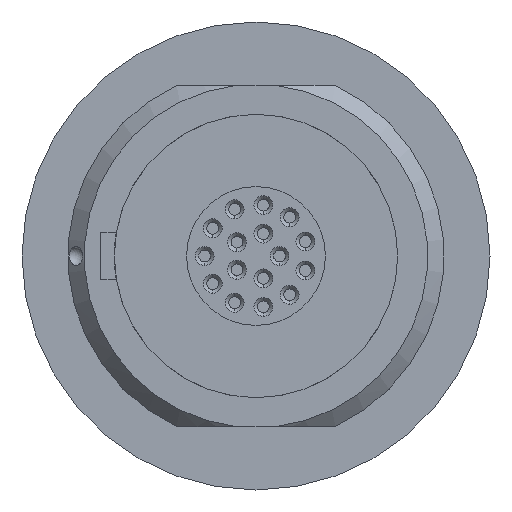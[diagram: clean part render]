
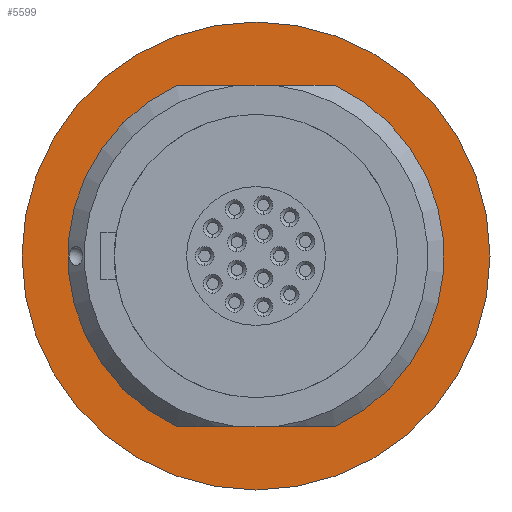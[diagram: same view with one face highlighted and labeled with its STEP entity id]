
A CAD part, left-side view. The second image highlights one B-rep face of the part: STEP entity #5599.
In plain terms, the highlighted planar face has unit normal (-1, 0, 0).
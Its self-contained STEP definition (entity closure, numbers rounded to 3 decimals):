
#532=CARTESIAN_POINT('',(-6.1,0.,0.));
#533=DIRECTION('',(-1.,0.,0.));
#534=DIRECTION('',(0.,1.,0.));
#535=AXIS2_PLACEMENT_3D('',#532,#533,#534);
#537=CARTESIAN_POINT('',(-6.1,0.,0.));
#538=DIRECTION('',(1.,0.,0.));
#539=DIRECTION('',(0.,1.,0.));
#540=AXIS2_PLACEMENT_3D('',#537,#538,#539);
#542=DIRECTION('',(0.,1.,0.));
#543=VECTOR('',#542,6.764);
#544=CARTESIAN_POINT('',(-6.1,-3.382,-7.25));
#545=LINE('',#544,#543);
#550=CARTESIAN_POINT('',(-6.1,0.,0.));
#551=DIRECTION('',(1.,0.,0.));
#552=DIRECTION('',(0.,0.423,-0.906));
#553=AXIS2_PLACEMENT_3D('',#550,#551,#552);
#559=CARTESIAN_POINT('',(-6.1,0.,0.));
#560=DIRECTION('',(1.,0.,0.));
#561=DIRECTION('',(0.,-0.423,0.906));
#562=AXIS2_PLACEMENT_3D('',#559,#560,#561);
#699=DIRECTION('',(0.,1.,0.));
#700=VECTOR('',#699,6.764);
#701=CARTESIAN_POINT('',(-6.1,-3.382,7.25));
#702=LINE('',#701,#700);
#4246=CARTESIAN_POINT('',(-6.1,-3.382,-7.25));
#4247=CARTESIAN_POINT('',(-6.1,3.382,-7.25));
#4248=VERTEX_POINT('',#4246);
#4249=VERTEX_POINT('',#4247);
#4250=CARTESIAN_POINT('',(-6.1,-3.382,7.25));
#4251=CARTESIAN_POINT('',(-6.1,3.382,7.25));
#4252=VERTEX_POINT('',#4250);
#4253=VERTEX_POINT('',#4251);
#4276=CARTESIAN_POINT('',(-6.1,9.95,0.));
#4277=CARTESIAN_POINT('',(-6.1,-9.95,0.));
#4278=VERTEX_POINT('',#4276);
#4279=VERTEX_POINT('',#4277);
#5580=CARTESIAN_POINT('',(-6.1,0.,0.));
#5581=DIRECTION('',(1.,0.,0.));
#5582=DIRECTION('',(0.,-1.,0.));
#5583=AXIS2_PLACEMENT_3D('',#5580,#5581,#5582);
#5584=PLANE('',#5583);
#5585=ORIENTED_EDGE('',*,*,#5562,.F.);
#5586=ORIENTED_EDGE('',*,*,#5547,.T.);
#5587=EDGE_LOOP('',(#5585,#5586));
#5588=FACE_OUTER_BOUND('',#5587,.F.);
#5590=ORIENTED_EDGE('',*,*,#5589,.F.);
#5592=ORIENTED_EDGE('',*,*,#5591,.F.);
#5594=ORIENTED_EDGE('',*,*,#5593,.F.);
#5596=ORIENTED_EDGE('',*,*,#5595,.T.);
#5597=EDGE_LOOP('',(#5590,#5592,#5594,#5596));
#5598=FACE_BOUND('',#5597,.F.);
#5599=ADVANCED_FACE('',(#5588,#5598),#5584,.F.);
#536=CIRCLE('',#535,9.95);
#541=CIRCLE('',#540,9.95);
#554=CIRCLE('',#553,8.);
#563=CIRCLE('',#562,8.);
#5547=EDGE_CURVE('',#4278,#4279,#541,.T.);
#5562=EDGE_CURVE('',#4278,#4279,#536,.T.);
#5589=EDGE_CURVE('',#4249,#4253,#554,.T.);
#5591=EDGE_CURVE('',#4248,#4249,#545,.T.);
#5593=EDGE_CURVE('',#4252,#4248,#563,.T.);
#5595=EDGE_CURVE('',#4252,#4253,#702,.T.);
